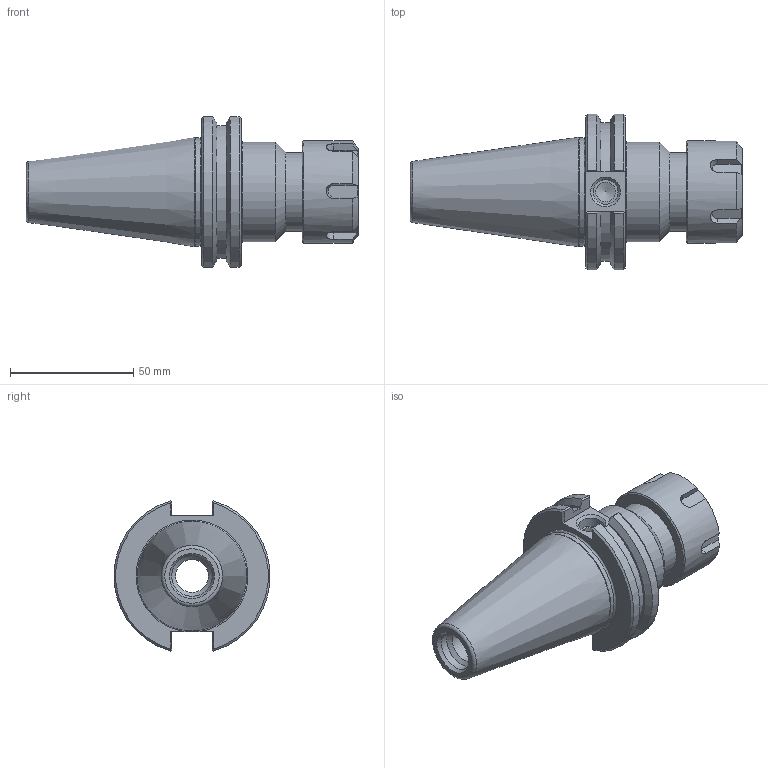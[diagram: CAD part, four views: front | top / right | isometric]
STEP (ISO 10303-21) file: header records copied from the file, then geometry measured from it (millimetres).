
FILE_DESCRIPTION((''),'2;1');
FILE_NAME('C40-25ERP262.iam.stp','2014-06-20T15:51:52',(''),(''),'Autodesk Inventor 2012','Autodesk Inventor 2012','');
FILE_SCHEMA(('AUTOMOTIVE_DESIGN { 1 0 10303 214 1 1 1 1 }'));
Length unit declared in the file: inch
Products named in the file (3): C40-25ERP262; C40-25ER2-1; 25ERPN
Assembly tree (2 placements, depth 2):
  C40-25ERP262
    C40-25ER2-1
    25ERPN
Bounding box: 134.81 x 63.26 x 61.05 mm (x, y, z)
Volume: 135911 mm3; surface area: 32655.7 mm2
Topology: 2 solids, 2 shells, 117 faces, 295 edges, 187 vertices
Faces by surface type: plane 54, cone 34, cylinder 21, torus 8
Full cylindrical faces by diameter (mm): 8 x1, 10.046 x1, 13.386 x1, 15.748 x1, 16.459 x1, 18.034 x1, 20.599 x1, 24.13 x1, 26.086 x1, 30.912 x1, 32 x1, 32.512 x1, 40.513 x1, 41.732 x1, 43.942 x1
Entity records: 3390 total; most frequent: CARTESIAN_POINT 759, DIRECTION 515, ORIENTED_EDGE 490, EDGE_CURVE 245, AXIS2_PLACEMENT_3D 205, VERTEX_POINT 180, EDGE_LOOP 169, FACE_OUTER_BOUND 117
